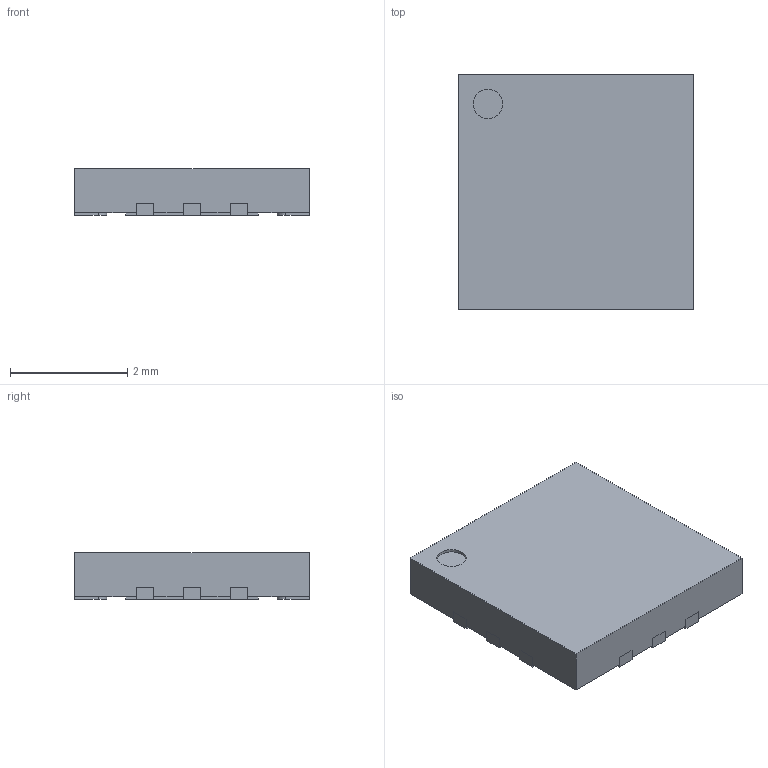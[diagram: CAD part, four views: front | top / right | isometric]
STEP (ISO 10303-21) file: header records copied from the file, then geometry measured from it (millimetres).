
FILE_DESCRIPTION((''),'2;1');
FILE_NAME('QFN80P400X400X80-13N-S225.stp','2014-11-19T14:37:56',(''),(''),'Mechanical Desktop 2011','Mechanical Desktop 2011',', , ');
FILE_SCHEMA(('AUTOMOTIVE_DESIGN { 1 2 10303 214 1 1 1 1 }'));
Length unit declared in the file: millimetre
Products named in the file (1): Product
Bounding box: 4 x 4 x 0.8 mm (x, y, z)
Volume: 12.3 mm3; surface area: 63.9 mm2
Topology: 14 solids, 14 shells, 135 faces, 318 edges, 212 vertices
Faces by surface type: bspline 96, plane 31, cylinder 8
Entity records: 4117 total; most frequent: CARTESIAN_POINT 1206, ORIENTED_EDGE 636, DIRECTION 450, EDGE_CURVE 318, VECTOR 266, LINE 266, VERTEX_POINT 212, EDGE_LOOP 136
